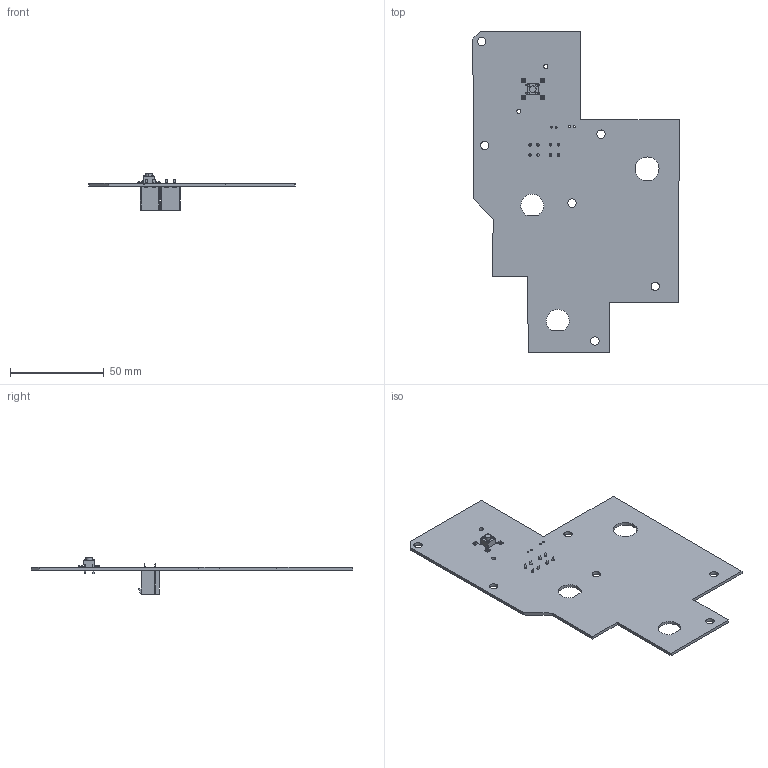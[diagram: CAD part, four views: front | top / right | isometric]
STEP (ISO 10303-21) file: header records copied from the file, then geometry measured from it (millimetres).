
FILE_DESCRIPTION(('KiCad electronic assembly'),'2;1');
FILE_NAME('ECM DISP PANEL.step','2023-01-09T12:47:13',('Pcbnew'),( 'Kicad'),'Open CASCADE STEP processor 7.6','KiCad to STEP converter' ,'Unknown');
FILE_SCHEMA(('AUTOMOTIVE_DESIGN { 1 0 10303 214 1 1 1 1 }'));
Length unit declared in the file: millimetre
Products named in the file (8): ECM DISP PANEL 1; WS2812-2020; COMPOUND; B3F-102x; Molex_Mini-Fit_Jr_5566-04A_2x02_P4.20mm_Vertical; SOLID; ECM DISP PANEL PCB
Assembly tree (11 placements, depth 3):
  ECM DISP PANEL 1
    WS2812-2020  x4
      COMPOUND
    B3F-102x
      COMPOUND
    Molex_Mini-Fit_Jr_5566-04A_2x02_P4.20mm_Vertical  x2
      SOLID
    ECM DISP PANEL PCB
Bounding box: 110.26 x 171.75 x 19.5 mm (x, y, z)
Volume: 22968.6 mm3; surface area: 31126.1 mm2
Topology: 13 solids, 13 shells, 623 faces, 1640 edges, 1092 vertices
Faces by surface type: plane 534, cylinder 61, bspline 28
Full cylindrical faces by diameter (mm): 0.9 x2, 1 x4, 1.19 x2, 1.4 x8, 2.25 x2, 4.5 x6, 12.76 x1
Entity records: 20966 total; most frequent: CARTESIAN_POINT 4082, DIRECTION 3058, LINE 2184, VECTOR 2184, ORIENTED_EDGE 1604, PCURVE 1604, DEFINITIONAL_REPRESENTATION 1604, EDGE_CURVE 802
